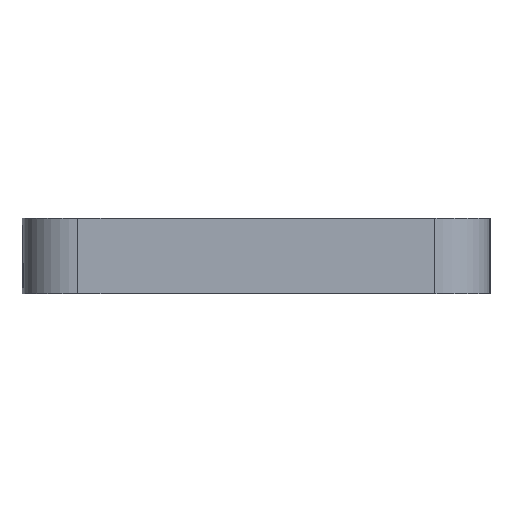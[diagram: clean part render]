
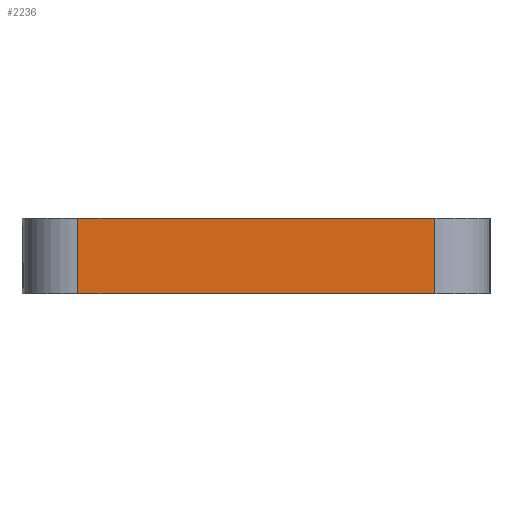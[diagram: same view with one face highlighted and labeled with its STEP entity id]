
A CAD part, front view. The second image highlights one B-rep face of the part: STEP entity #2236.
In plain terms, the highlighted planar face has unit normal (-0.001, -1, 0).
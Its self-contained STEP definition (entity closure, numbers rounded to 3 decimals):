
#308=FACE_OUTER_BOUND('',#462,.T.);
#462=EDGE_LOOP('',(#1995,#1996,#1997,#1998));
#679=LINE('',#3700,#899);
#690=LINE('',#3725,#910);
#696=LINE('',#3742,#916);
#697=LINE('',#3744,#917);
#899=VECTOR('',#3014,10.);
#910=VECTOR('',#3039,10.);
#916=VECTOR('',#3059,10.);
#917=VECTOR('',#3062,10.);
#1100=VERTEX_POINT('',#3680);
#1109=VERTEX_POINT('',#3698);
#1116=VERTEX_POINT('',#3724);
#1120=VERTEX_POINT('',#3740);
#1405=EDGE_CURVE('',#1100,#1109,#679,.T.);
#1417=EDGE_CURVE('',#1116,#1100,#690,.T.);
#1426=EDGE_CURVE('',#1109,#1120,#696,.T.);
#1427=EDGE_CURVE('',#1116,#1120,#697,.T.);
#1995=ORIENTED_EDGE('',*,*,#1405,.T.);
#1996=ORIENTED_EDGE('',*,*,#1426,.T.);
#1997=ORIENTED_EDGE('',*,*,#1427,.F.);
#1998=ORIENTED_EDGE('',*,*,#1417,.T.);
#2118=PLANE('',#2439);
#2236=ADVANCED_FACE('',(#308),#2118,.T.);
#2439=AXIS2_PLACEMENT_3D('',#3743,#3060,#3061);
#3014=DIRECTION('',(1.,-0.001,0.));
#3039=DIRECTION('',(0.,0.,-1.));
#3059=DIRECTION('',(0.,0.,1.));
#3060=DIRECTION('center_axis',(-0.001,-1.,
0.));
#3061=DIRECTION('ref_axis',(1.,-0.001,0.));
#3062=DIRECTION('',(1.,-0.001,0.));
#3680=CARTESIAN_POINT('',(27.056,-141.385,0.));
#3698=CARTESIAN_POINT('',(91.135,-141.425,0.));
#3700=CARTESIAN_POINT('',(43.02,-141.395,0.));
#3724=CARTESIAN_POINT('',(27.056,-141.385,13.582));
#3725=CARTESIAN_POINT('',(27.056,-141.385,1.582));
#3740=CARTESIAN_POINT('',(91.135,-141.425,13.582));
#3742=CARTESIAN_POINT('',(91.135,-141.425,1.582));
#3743=CARTESIAN_POINT('Origin',(27.056,-141.385,1.582));
#3744=CARTESIAN_POINT('',(27.056,-141.385,13.582));
